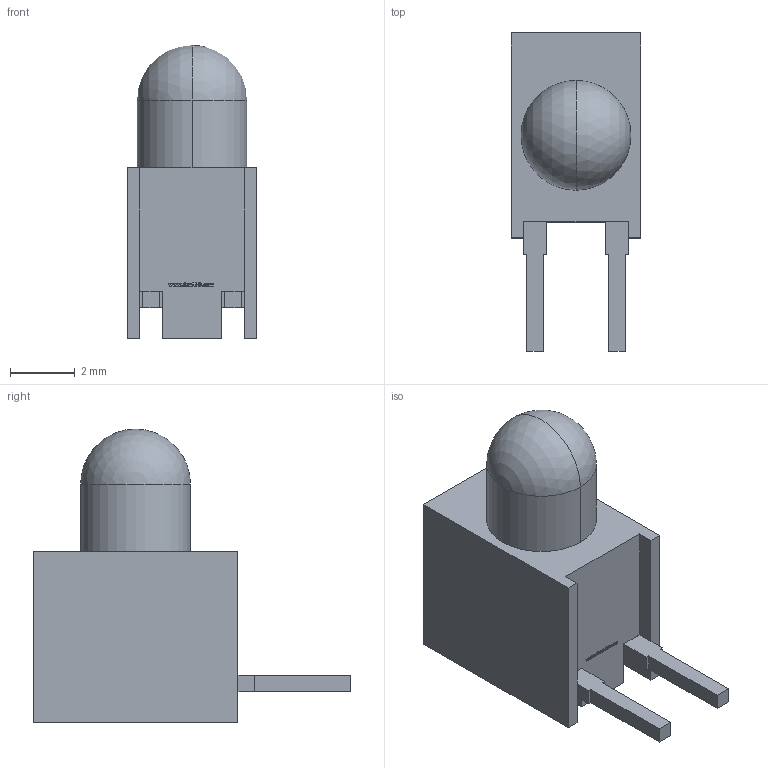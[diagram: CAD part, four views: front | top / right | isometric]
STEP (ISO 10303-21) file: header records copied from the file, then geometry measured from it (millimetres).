
FILE_DESCRIPTION (( 'STEP AP214' ), '1' );
FILE_NAME ('XVQ1Lxx41.STEP', '2015-09-03T23:25:39', ( '' ), ( '' ), 'SwSTEP 2.0', 'SolidWorks 2012', '' );
FILE_SCHEMA (( 'AUTOMOTIVE_DESIGN' ));
Length unit declared in the file: millimetre
Products named in the file (1): XVQ1Lxx41
Bounding box: 4 x 9.85 x 9.1 mm (x, y, z)
Volume: 146.8 mm3; surface area: 246.5 mm2
Topology: 1 solids, 1 shells, 240 faces, 660 edges, 437 vertices
Faces by surface type: plane 166, bspline 68, cylinder 4, sphere 2
Entity records: 12679 total; most frequent: CARTESIAN_POINT 4544, ORIENTED_EDGE 1312, DIRECTION 876, EDGE_CURVE 656, LINE 510, VECTOR 510, VERTEX_POINT 435, EDGE_LOOP 257
